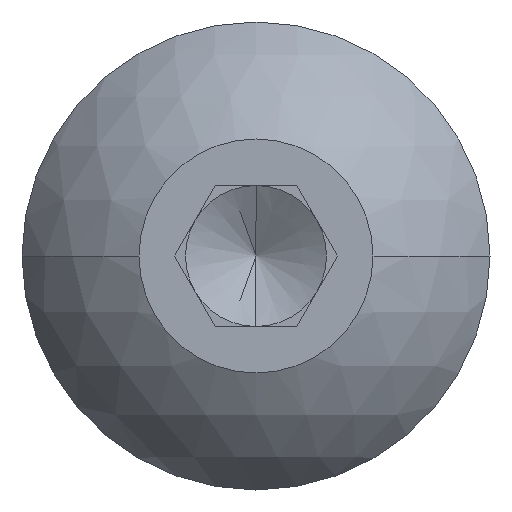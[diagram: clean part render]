
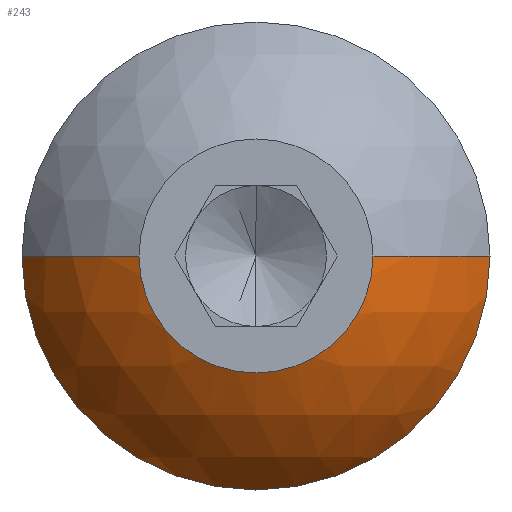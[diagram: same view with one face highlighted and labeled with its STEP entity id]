
A CAD part, left-side view. The second image highlights one B-rep face of the part: STEP entity #243.
In plain terms, the highlighted spherical face has radius 4.584 mm.
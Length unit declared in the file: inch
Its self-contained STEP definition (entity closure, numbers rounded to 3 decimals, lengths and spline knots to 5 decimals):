
#184 = EDGE_CURVE ( 'NONE', #234, #247, #525, .T. ) ;
#185 = ORIENTED_EDGE ( 'NONE', *, *, #186, .T. ) ;
#186 = EDGE_CURVE ( 'NONE', #247, #187, #520, .T. ) ;
#187 = VERTEX_POINT ( 'NONE', #515 ) ;
#188 = ORIENTED_EDGE ( 'NONE', *, *, #189, .F. ) ;
#189 = EDGE_CURVE ( 'NONE', #190, #187, #696, .T. ) ;
#190 = VERTEX_POINT ( 'NONE', #514 ) ;
#191 = ORIENTED_EDGE ( 'NONE', *, *, #192, .F. ) ;
#192 = EDGE_CURVE ( 'NONE', #237, #190, #690, .T. ) ;
#234 = VERTEX_POINT ( 'NONE', #619 ) ;
#236 = EDGE_CURVE ( 'NONE', #237, #234, #618, .T. ) ;
#237 = VERTEX_POINT ( 'NONE', #613 ) ;
#243 = ADVANCED_FACE ( 'NONE', ( #602 ), #601, .T. ) ;
#244 = EDGE_LOOP ( 'NONE', ( #245, #246, #185, #188, #191 ) ) ;
#245 = ORIENTED_EDGE ( 'NONE', *, *, #236, .T. ) ;
#246 = ORIENTED_EDGE ( 'NONE', *, *, #184, .T. ) ;
#247 = VERTEX_POINT ( 'NONE', #596 ) ;
#514 = CARTESIAN_POINT ( 'NONE',  ( 0., 0.078, 0. ) ) ;
#515 = CARTESIAN_POINT ( 'NONE',  ( 0., -0.078, 0. ) ) ;
#516 = DIRECTION ( 'NONE',  ( 0., 1., 0. ) ) ;
#517 = DIRECTION ( 'NONE',  ( 0., 0., -1. ) ) ;
#518 = CARTESIAN_POINT ( 'NONE',  ( 0.16275, 0., 0. ) ) ;
#519 = AXIS2_PLACEMENT_3D ( 'NONE', #518, #517, #516 ) ;
#520 = CIRCLE ( 'NONE', #519, 0.18048 ) ;
#521 = DIRECTION ( 'NONE',  ( 0., 0., 1. ) ) ;
#522 = DIRECTION ( 'NONE',  ( -1., 0., 0. ) ) ;
#523 = CARTESIAN_POINT ( 'NONE',  ( 0.072, 0., 0. ) ) ;
#524 = AXIS2_PLACEMENT_3D ( 'NONE', #523, #522, #521 ) ;
#525 = CIRCLE ( 'NONE', #524, 0.156 ) ;
#596 = CARTESIAN_POINT ( 'NONE',  ( 0.072, -0.156, 0. ) ) ;
#597 = DIRECTION ( 'NONE',  ( 0., 1., 0. ) ) ;
#598 = DIRECTION ( 'NONE',  ( 0., 0., -1. ) ) ;
#599 = CARTESIAN_POINT ( 'NONE',  ( 0.16275, 0., 0. ) ) ;
#600 = AXIS2_PLACEMENT_3D ( 'NONE', #599, #598, #597 ) ;
#601 = SPHERICAL_SURFACE ( 'NONE', #600, 0.18048 ) ;
#602 = FACE_OUTER_BOUND ( 'NONE', #244, .T. ) ;
#613 = CARTESIAN_POINT ( 'NONE',  ( 0.072, 0.156, 0. ) ) ;
#614 = DIRECTION ( 'NONE',  ( 0., 0., 1. ) ) ;
#615 = DIRECTION ( 'NONE',  ( -1., 0., 0. ) ) ;
#616 = CARTESIAN_POINT ( 'NONE',  ( 0.072, 0., 0. ) ) ;
#617 = AXIS2_PLACEMENT_3D ( 'NONE', #616, #615, #614 ) ;
#618 = CIRCLE ( 'NONE', #617, 0.156 ) ;
#619 = CARTESIAN_POINT ( 'NONE',  ( 0.072, 0., -0.156 ) ) ;
#686 = DIRECTION ( 'NONE',  ( 1., 0., 0. ) ) ;
#687 = DIRECTION ( 'NONE',  ( 0., 0., 1. ) ) ;
#688 = CARTESIAN_POINT ( 'NONE',  ( 0.16275, 0., 0. ) ) ;
#689 = AXIS2_PLACEMENT_3D ( 'NONE', #688, #687, #686 ) ;
#690 = CIRCLE ( 'NONE', #689, 0.18048 ) ;
#692 = DIRECTION ( 'NONE',  ( 0., 0., 1. ) ) ;
#693 = DIRECTION ( 'NONE',  ( -1., 0., 0. ) ) ;
#694 = CARTESIAN_POINT ( 'NONE',  ( 0., 0., 0. ) ) ;
#695 = AXIS2_PLACEMENT_3D ( 'NONE', #694, #693, #692 ) ;
#696 = CIRCLE ( 'NONE', #695, 0.078 ) ;
